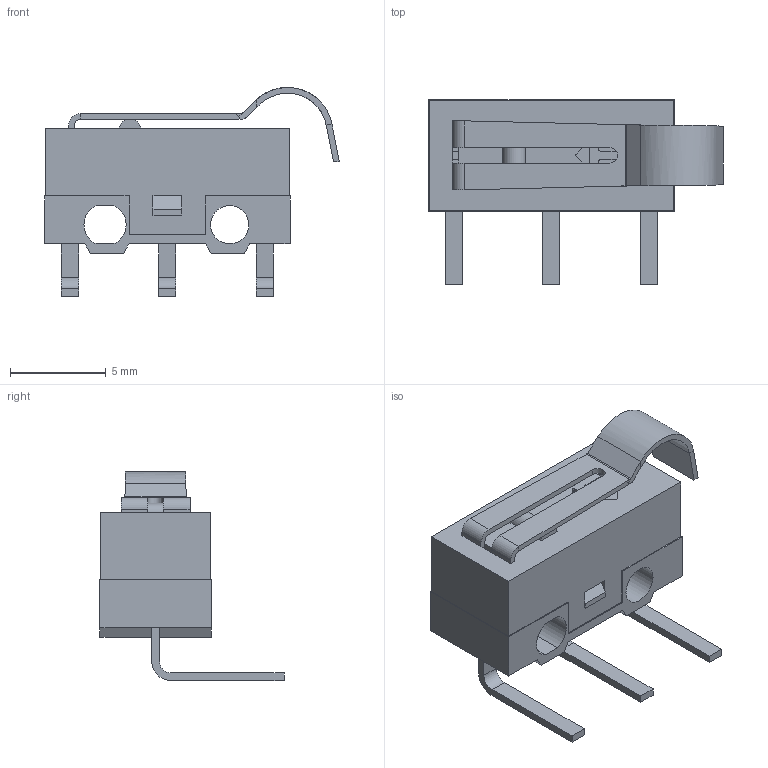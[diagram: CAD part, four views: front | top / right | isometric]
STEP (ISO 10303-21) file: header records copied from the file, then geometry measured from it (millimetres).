
FILE_DESCRIPTION((' '),'2;1');
FILE_NAME('SS075xx03FxxxV1A.stp','2017-07-31T11:53:42',(' '),(' '),' ','ACIS',' ');
FILE_SCHEMA(('CONFIG_CONTROL_DESIGN'));
Length unit declared in the file: inch
Products named in the file (1): SS075xx03FxxxV1A.stp
Bounding box: 15.37 x 9.6 x 10.91 mm (x, y, z)
Volume: 268.3 mm3; surface area: 864.2 mm2
Topology: 1 solids, 4 shells, 209 faces, 540 edges, 350 vertices
Faces by surface type: plane 176, cylinder 33
Full cylindrical faces by diameter (mm): 2 x1
Entity records: 6394 total; most frequent: CARTESIAN_POINT 1101, ORIENTED_EDGE 1082, DIRECTION 1029, EDGE_CURVE 541, VECTOR 473, LINE 473, VERTEX_POINT 350, AXIS2_PLACEMENT_3D 278
